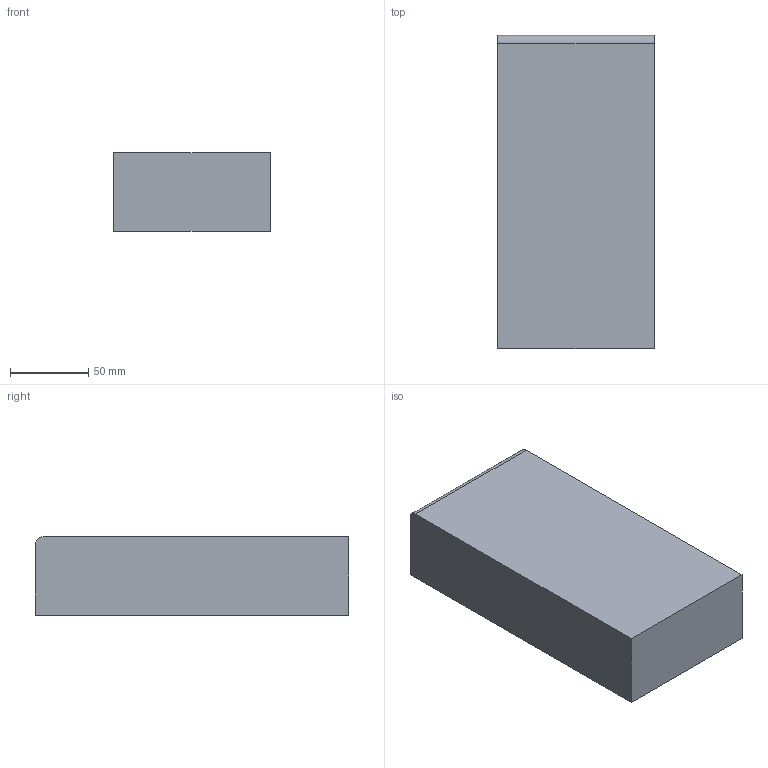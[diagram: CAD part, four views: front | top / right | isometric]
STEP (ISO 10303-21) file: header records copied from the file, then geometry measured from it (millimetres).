
FILE_DESCRIPTION(('CATIA V5 STEP Exchange'),'2;1');
FILE_NAME('ActuallyABox.stp','2022-03-29T16:06:53+00:00',('none'),('none'),'CATIA Version 5 Release 21 GA (IN-10)','CATIA V5 STEP AP203','none');
FILE_SCHEMA(('CONFIG_CONTROL_DESIGN'));
Length unit declared in the file: millimetre
Products named in the file (1): Part1
Bounding box: 100 x 200 x 50 mm (x, y, z)
Volume: 999463.5 mm3; surface area: 69774.7 mm2
Topology: 1 solids, 1 shells, 7 faces, 15 edges, 10 vertices
Faces by surface type: plane 6, cylinder 1
Entity records: 231 total; most frequent: CARTESIAN_POINT 33, ORIENTED_EDGE 30, DIRECTION 29, EDGE_CURVE 15, VECTOR 13, LINE 13, AXIS2_PLACEMENT_3D 10, VERTEX_POINT 10
